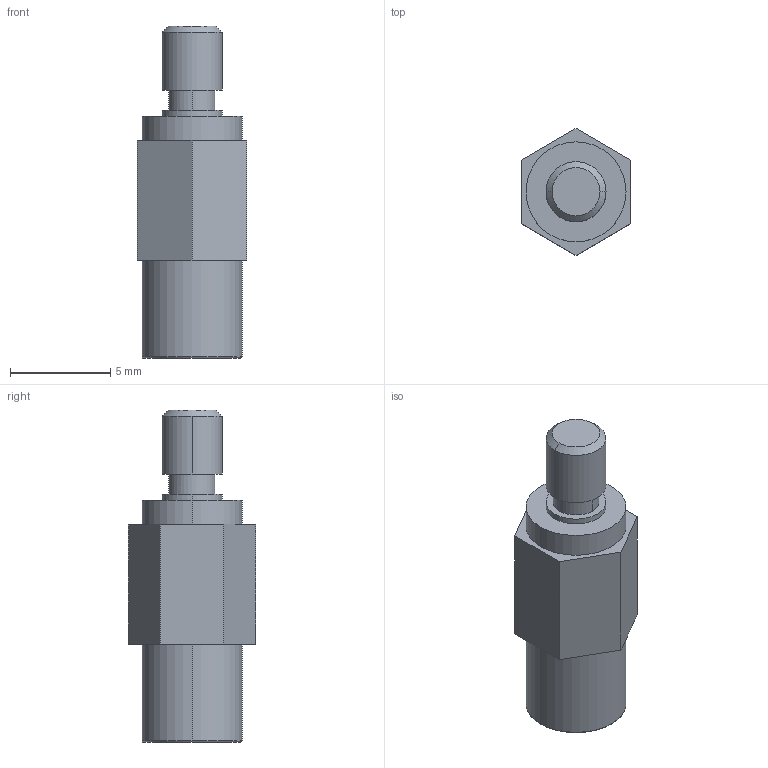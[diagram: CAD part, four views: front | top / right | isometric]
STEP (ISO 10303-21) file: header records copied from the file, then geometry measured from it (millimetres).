
FILE_DESCRIPTION((''),'2;1');
FILE_NAME('00112030402','2019-10-24T',('presta_be4'),(''),'CREO PARAMETRIC BY PTC INC, 2018360','CREO PARAMETRIC BY PTC INC, 2018360','');
FILE_SCHEMA(('CONFIG_CONTROL_DESIGN'));
Length unit declared in the file: millimetre
Products named in the file (1): 00112030402
Bounding box: 5.5 x 6.35 x 16.6 mm (x, y, z)
Volume: 199.5 mm3; surface area: 728.8 mm2
Topology: 2 solids, 2 shells, 116 faces, 291 edges, 187 vertices
Faces by surface type: plane 46, cylinder 43, cone 17, torus 6, bspline 4
Entity records: 3866 total; most frequent: CARTESIAN_POINT 1098, ORIENTED_EDGE 578, DIRECTION 554, EDGE_CURVE 289, AXIS2_PLACEMENT_3D 223, VERTEX_POINT 187, EDGE_LOOP 132, FACE_OUTER_BOUND 116
